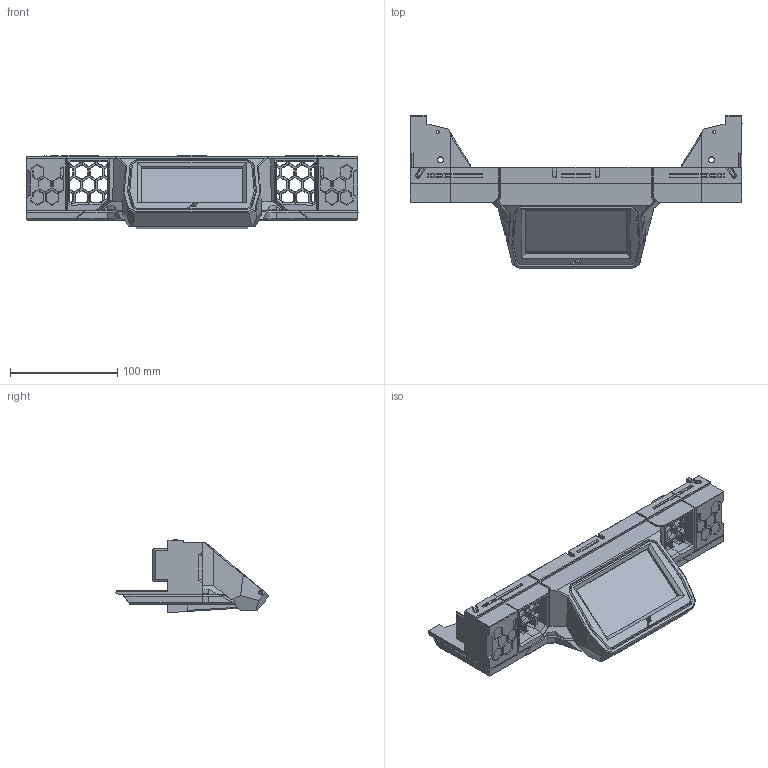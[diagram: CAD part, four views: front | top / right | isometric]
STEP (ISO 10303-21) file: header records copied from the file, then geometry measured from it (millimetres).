
FILE_DESCRIPTION(/* description */ ('','CAx-IF Rec.Pracs.---Representation and Presentation of Product Manufacturing Information (PMI)---4.0---2014-10-13'),/* implementation_level */ '2;1');
FILE_NAME(/* name */ 'CC_MicronPlus_G2Z_Skirts v1.1.step',/* time_stamp */ '2025-03-18T21:39:11Z',/* author */ (''),/* organization */ (''),/* preprocessor_version */ 'ST-DEVELOPER v20',/* originating_system */ 'Autodesk Translation Framework v13.20.0.188',/* authorisation */ '');
FILE_SCHEMA (('AP242_MANAGED_MODEL_BASED_3D_ENGINEERING_MIM_LF { 1 0 10303 442 1 1 4 }'));
Products named in the file (16): G2Z Mini Fridge Front Skirt; Waveshare_BTT_43_Mount; Waveshare43; Waveshare_Accent_A; Waveshare_Accent_B; Bezel; Main_housing; M2x10 STS_1; Corner_A; Foot_Mount_A; G2_Z_Skirt_Corner_A; G2Z_Front_Skirt_A; Corner_B; Foot_Mount_A_1; G2_Z_Skirt_Corner_A_1; G2Z_Front_Skirt_A_1
Assembly tree (16 placements, depth 3):
  G2Z Mini Fridge Front Skirt
    Waveshare_BTT_43_Mount
      Waveshare43
      Waveshare_Accent_A
      Waveshare_Accent_B
      Bezel
      Main_housing
      M2x10 STS_1  x2
    Corner_A
      Foot_Mount_A
      G2_Z_Skirt_Corner_A
      G2Z_Front_Skirt_A
    Corner_B
      Foot_Mount_A_1
      G2_Z_Skirt_Corner_A_1
      G2Z_Front_Skirt_A_1
Bounding box: 310.01 x 143.05 x 68.58 mm (x, y, z)
Volume: 517293.5 mm3; surface area: 210593 mm2
Topology: 16 solids, 17 shells, 2166 faces, 5586 edges, 3490 vertices
Faces by surface type: plane 1505, cylinder 385, cone 184, bspline 92
Full cylindrical faces by diameter (mm): 1.8 x2, 2 x10, 2.4 x2, 2.8 x2, 3.4 x22, 3.75 x2, 4 x2, 4.7 x8, 5.4 x2, 5.5 x8, 5.8 x2, 6 x12, 6.98 x2
Entity records: 67849 total; most frequent: CARTESIAN_POINT 14953, ORIENTED_EDGE 11104, DIRECTION 10441, EDGE_CURVE 5552, LINE 4417, VECTOR 4417, VERTEX_POINT 3471, AXIS2_PLACEMENT_3D 3012
